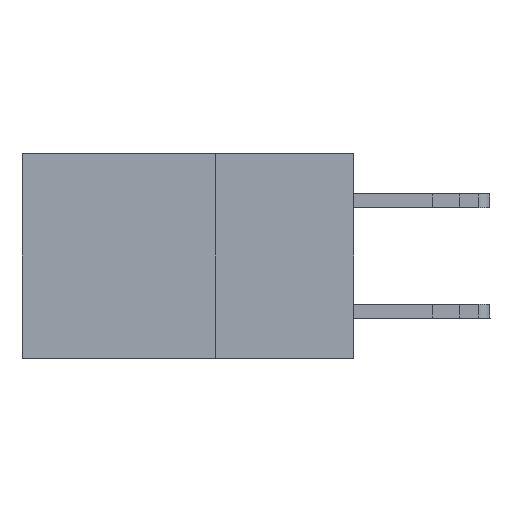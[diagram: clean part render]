
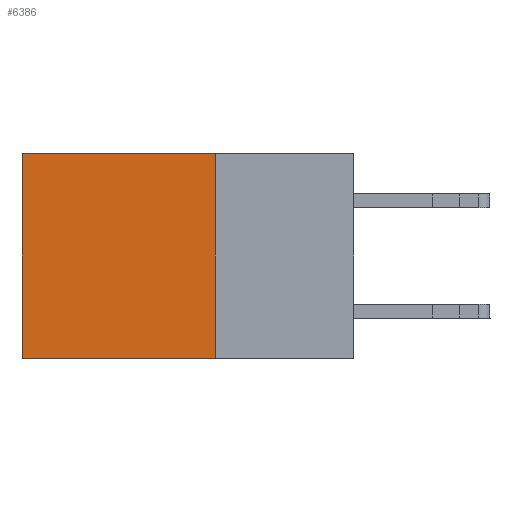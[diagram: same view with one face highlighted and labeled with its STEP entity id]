
A CAD part, left-side view. The second image highlights one B-rep face of the part: STEP entity #6386.
In plain terms, the highlighted planar face has unit normal (-1, 0, 0).
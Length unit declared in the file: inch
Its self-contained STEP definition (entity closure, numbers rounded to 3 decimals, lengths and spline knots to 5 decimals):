
#1685 = ORIENTED_EDGE ( 'NONE', *, *, #13618, .F. ) ;
#1841 = EDGE_CURVE ( 'NONE', #4958, #2977, #13434, .T. ) ;
#2262 = DIRECTION ( 'NONE',  ( 0., 0., -1. ) ) ;
#2378 = VERTEX_POINT ( 'NONE', #15046 ) ;
#2506 = CARTESIAN_POINT ( 'NONE',  ( 0.2875, 0.6, 0. ) ) ;
#2739 = CARTESIAN_POINT ( 'NONE',  ( 0.2875, 0.25, 0. ) ) ;
#2977 = VERTEX_POINT ( 'NONE', #9231 ) ;
#3251 = VECTOR ( 'NONE', #2262, 39.37008 ) ;
#3384 = CARTESIAN_POINT ( 'NONE',  ( 0.2875, 0.25, 0. ) ) ;
#4183 = PLANE ( 'NONE',  #8533 ) ;
#4209 = VECTOR ( 'NONE', #4957, 39.37008 ) ;
#4710 = CARTESIAN_POINT ( 'NONE',  ( 0.2875, 0.25, 0. ) ) ;
#4830 = DIRECTION ( 'NONE',  ( 0., 1., 0. ) ) ;
#4948 = VECTOR ( 'NONE', #4830, 39.37008 ) ;
#4957 = DIRECTION ( 'NONE',  ( 0., 0., -1. ) ) ;
#4958 = VERTEX_POINT ( 'NONE', #3384 ) ;
#5428 = CARTESIAN_POINT ( 'NONE',  ( 0.2875, 0.25, -0.37 ) ) ;
#5438 = DIRECTION ( 'NONE',  ( 0., 0., -1. ) ) ;
#6386 = ADVANCED_FACE ( 'NONE', ( #13171 ), #4183, .F. ) ;
#6618 = LINE ( 'NONE', #2506, #4209 ) ;
#7536 = DIRECTION ( 'NONE',  ( 0., 1., 0. ) ) ;
#7605 = VERTEX_POINT ( 'NONE', #9049 ) ;
#7658 = EDGE_LOOP ( 'NONE', ( #9092, #1685, #8786, #12258 ) ) ;
#8533 = AXIS2_PLACEMENT_3D ( 'NONE', #2739, #11033, #5438 ) ;
#8786 = ORIENTED_EDGE ( 'NONE', *, *, #13772, .F. ) ;
#9049 = CARTESIAN_POINT ( 'NONE',  ( 0.2875, 0.6, -0.37 ) ) ;
#9092 = ORIENTED_EDGE ( 'NONE', *, *, #12976, .T. ) ;
#9231 = CARTESIAN_POINT ( 'NONE',  ( 0.2875, 0.6, 0. ) ) ;
#10444 = VECTOR ( 'NONE', #7536, 39.37008 ) ;
#11033 = DIRECTION ( 'NONE',  ( 1., 0., 0. ) ) ;
#12192 = LINE ( 'NONE', #4710, #3251 ) ;
#12258 = ORIENTED_EDGE ( 'NONE', *, *, #1841, .T. ) ;
#12976 = EDGE_CURVE ( 'NONE', #2977, #7605, #6618, .T. ) ;
#13171 = FACE_OUTER_BOUND ( 'NONE', #7658, .T. ) ;
#13434 = LINE ( 'NONE', #14622, #10444 ) ;
#13618 = EDGE_CURVE ( 'NONE', #2378, #7605, #14406, .T. ) ;
#13772 = EDGE_CURVE ( 'NONE', #4958, #2378, #12192, .T. ) ;
#14406 = LINE ( 'NONE', #5428, #4948 ) ;
#14622 = CARTESIAN_POINT ( 'NONE',  ( 0.2875, 0.25, 0. ) ) ;
#15046 = CARTESIAN_POINT ( 'NONE',  ( 0.2875, 0.25, -0.37 ) ) ;
